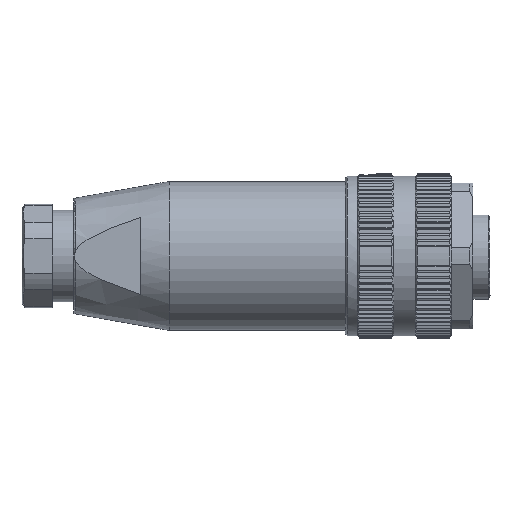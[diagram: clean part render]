
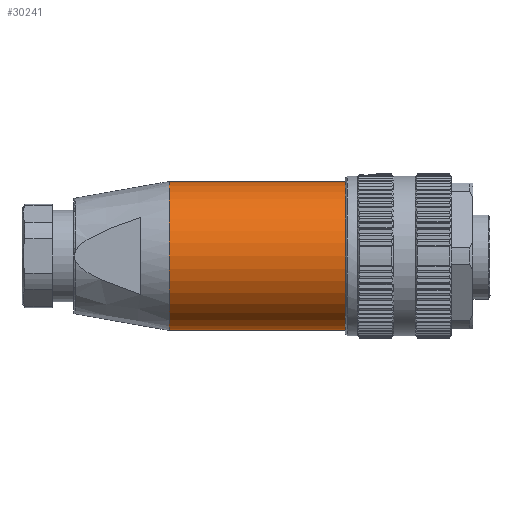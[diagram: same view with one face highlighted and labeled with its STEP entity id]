
A CAD part, front view. The second image highlights one B-rep face of the part: STEP entity #30241.
In plain terms, the highlighted cylindrical face has radius 12.25 mm (diameter 24.5 mm), a partial arc.
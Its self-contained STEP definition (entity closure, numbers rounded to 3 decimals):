
#9744=CARTESIAN_POINT('',(-23.4,0.,0.));
#9745=DIRECTION('',(1.,0.,0.));
#9746=DIRECTION('',(0.,0.,1.));
#9747=AXIS2_PLACEMENT_3D('',#9744,#9745,#9746);
#9760=DIRECTION('',(1.,0.,0.));
#9761=VECTOR('',#9760,29.4);
#9762=CARTESIAN_POINT('',(-52.8,0.,12.25));
#9763=LINE('',#9762,#9761);
#9767=DIRECTION('',(-1.,0.,0.));
#9768=VECTOR('',#9767,29.4);
#9769=CARTESIAN_POINT('',(-23.4,0.,-12.25));
#9770=LINE('',#9769,#9768);
#9872=CARTESIAN_POINT('',(-52.8,0.,0.));
#9873=DIRECTION('',(-1.,0.,0.));
#9874=DIRECTION('',(0.,0.,-1.));
#9875=AXIS2_PLACEMENT_3D('',#9872,#9873,#9874);
#20321=CARTESIAN_POINT('',(-52.8,0.,12.25));
#20322=CARTESIAN_POINT('',(-23.4,0.,12.25));
#20323=VERTEX_POINT('',#20321);
#20324=VERTEX_POINT('',#20322);
#20325=CARTESIAN_POINT('',(-23.4,0.,-12.25));
#20326=VERTEX_POINT('',#20325);
#20327=CARTESIAN_POINT('',(-52.8,0.,-12.25));
#20328=VERTEX_POINT('',#20327);
#30227=CARTESIAN_POINT('',(-23.,0.,0.));
#30228=DIRECTION('',(1.,0.,0.));
#30229=DIRECTION('',(0.,0.,1.));
#30230=AXIS2_PLACEMENT_3D('',#30227,#30228,#30229);
#30231=CYLINDRICAL_SURFACE('',#30230,12.25);
#30233=ORIENTED_EDGE('',*,*,#30232,.T.);
#30234=ORIENTED_EDGE('',*,*,#30220,.T.);
#30236=ORIENTED_EDGE('',*,*,#30235,.T.);
#30238=ORIENTED_EDGE('',*,*,#30237,.T.);
#30239=EDGE_LOOP('',(#30233,#30234,#30236,#30238));
#30240=FACE_OUTER_BOUND('',#30239,.F.);
#30241=ADVANCED_FACE('',(#30240),#30231,.T.);
#9748=CIRCLE('',#9747,12.25);
#9876=CIRCLE('',#9875,12.25);
#30220=EDGE_CURVE('',#20324,#20326,#9748,.T.);
#30232=EDGE_CURVE('',#20323,#20324,#9763,.T.);
#30235=EDGE_CURVE('',#20326,#20328,#9770,.T.);
#30237=EDGE_CURVE('',#20328,#20323,#9876,.T.);
